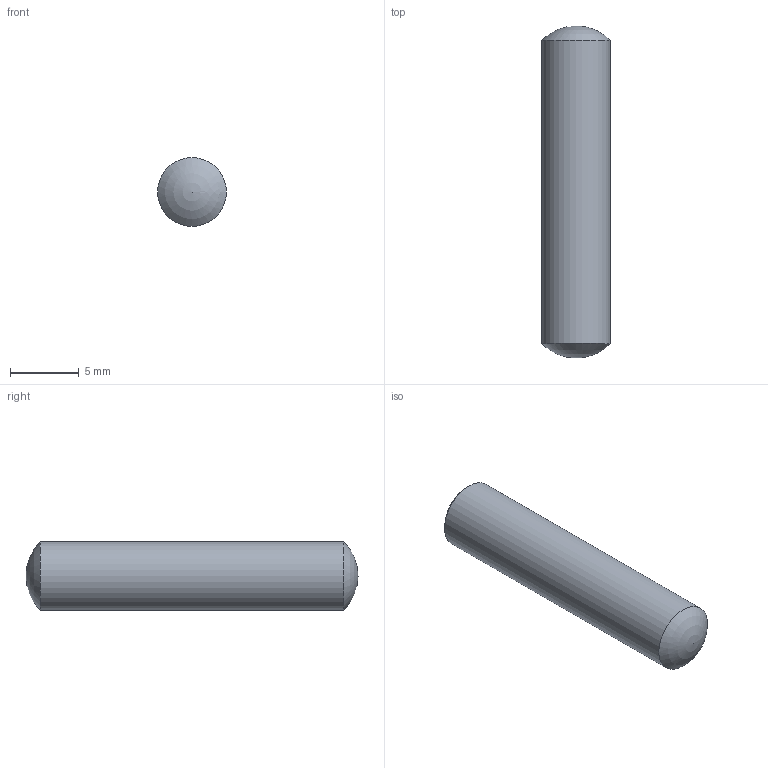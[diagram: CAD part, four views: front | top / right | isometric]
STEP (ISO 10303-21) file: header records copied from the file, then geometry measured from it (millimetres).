
FILE_DESCRIPTION(('HOOPS Exchange Step'),'2;1');
FILE_NAME('Axe de 5.step','2018-12-28T16:47:47+00:00',('SYSTEM'),('Unknown organisation'),'HOOPS Exchange 10.0','HOOPS Exchange','Unknown authorisation');
FILE_SCHEMA( ('AUTOMOTIVE_DESIGN { 1 0 10303 214 1 1 1 1 }') );
Length unit declared in the file: millimetre
Products named in the file (2): Défaut; Axe de 5
Assembly tree (1 placements, depth 2):
  Axe de 5
    Défaut
Bounding box: 5 x 24.1 x 5 mm (x, y, z)
Volume: 453.8 mm3; surface area: 391.8 mm2
Topology: 1 solids, 1 shells, 3 faces, 9 edges, 6 vertices
Faces by surface type: sphere 2, cylinder 1
Full cylindrical faces by diameter (mm): 5 x1
Entity records: 146 total; most frequent: DIRECTION 25, CARTESIAN_POINT 19, ORIENTED_EDGE 14, AXIS2_PLACEMENT_3D 12, EDGE_CURVE 7, VERTEX_POINT 6, CIRCLE 6, PRODUCT_DEFINITION_SHAPE 3
